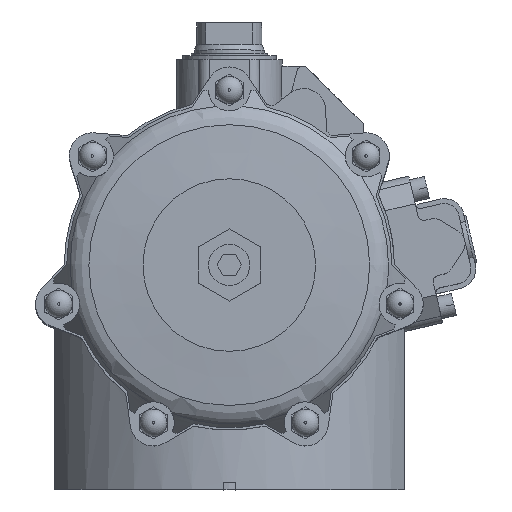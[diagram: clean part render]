
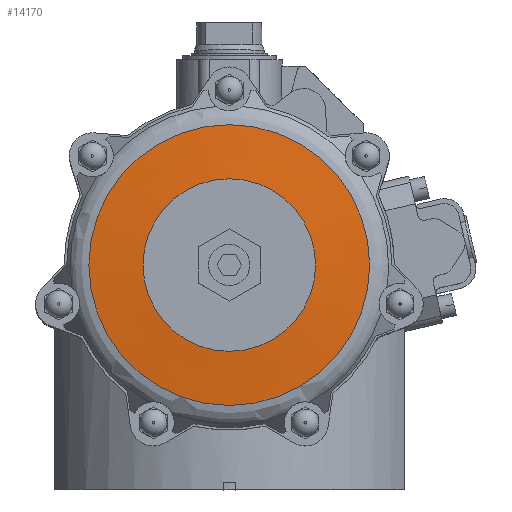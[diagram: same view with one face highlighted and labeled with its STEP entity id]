
A CAD part, top view. The second image highlights one B-rep face of the part: STEP entity #14170.
In plain terms, the highlighted conical face has half-angle 85.328 degrees and reference radius 112.28 mm.
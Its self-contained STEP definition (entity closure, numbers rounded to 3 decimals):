
#52=CONICAL_SURFACE('',#15321,112.28,1.489);
#681=CIRCLE('',#15202,112.28);
#739=CIRCLE('',#15322,69.);
#2222=ORIENTED_EDGE('',*,*,#6081,.F.);
#2223=ORIENTED_EDGE('',*,*,#5865,.T.);
#5865=EDGE_CURVE('',#7866,#7866,#681,.T.);
#6081=EDGE_CURVE('',#8009,#8009,#739,.T.);
#7866=VERTEX_POINT('',#22185);
#8009=VERTEX_POINT('',#22606);
#11665=EDGE_LOOP('',(#2222));
#11666=EDGE_LOOP('',(#2223));
#12653=FACE_BOUND('',#11665,.T.);
#12654=FACE_BOUND('',#11666,.T.);
#14170=ADVANCED_FACE('',(#12653,#12654),#52,.T.);
#15202=AXIS2_PLACEMENT_3D('',#22184,#17288,#17289);
#15321=AXIS2_PLACEMENT_3D('',#22604,#17684,#17685);
#15322=AXIS2_PLACEMENT_3D('',#22605,#17686,#17687);
#17288=DIRECTION('',(0.,0.,1.));
#17289=DIRECTION('',(1.,0.,0.));
#17684=DIRECTION('',(0.,0.,-1.));
#17685=DIRECTION('',(-1.,0.,0.));
#17686=DIRECTION('',(0.,0.,1.));
#17687=DIRECTION('',(1.,0.,0.));
#22184=CARTESIAN_POINT('',(0.,0.,368.463));
#22185=CARTESIAN_POINT('',(112.28,0.,368.463));
#22604=CARTESIAN_POINT('',(0.,0.,368.463));
#22605=CARTESIAN_POINT('',(0.,0.,372.));
#22606=CARTESIAN_POINT('',(69.,0.,372.));
